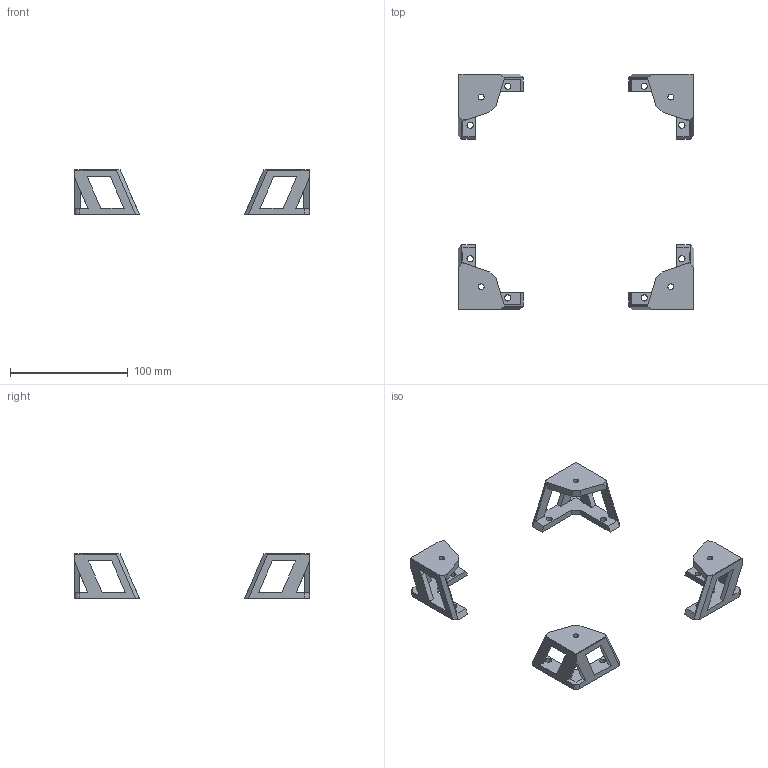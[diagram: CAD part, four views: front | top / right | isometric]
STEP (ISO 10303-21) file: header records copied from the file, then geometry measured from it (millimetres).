
FILE_DESCRIPTION(/* description */ (''),/* implementation_level */ '2;1');
FILE_NAME(/* name */ 'Foot_Mount.step',/* time_stamp */ '2022-11-30T15:32:03+08:00',/* author */ (''),/* organization */ (''),/* preprocessor_version */ 'ST-DEVELOPER v19.2',/* originating_system */ 'Autodesk Translation Framework v11.17.0.187',/* authorisation */ '');
FILE_SCHEMA (('AUTOMOTIVE_DESIGN { 1 0 10303 214 3 1 1 }'));
Length unit declared in the file: millimetre
Products named in the file (1): Foot_Mount (1) (1) (1)
Bounding box: 199.83 x 199.83 x 38 mm (x, y, z)
Volume: 73908.5 mm3; surface area: 40073.1 mm2
Topology: 4 solids, 4 shells, 160 faces, 488 edges, 320 vertices
Faces by surface type: plane 144, cylinder 16
Full cylindrical faces by diameter (mm): 4.9 x4, 5.3 x8
Entity records: 5510 total; most frequent: ORIENTED_EDGE 984, CARTESIAN_POINT 973, DIRECTION 846, EDGE_CURVE 492, LINE 460, VECTOR 460, VERTEX_POINT 320, AXIS2_PLACEMENT_3D 193
